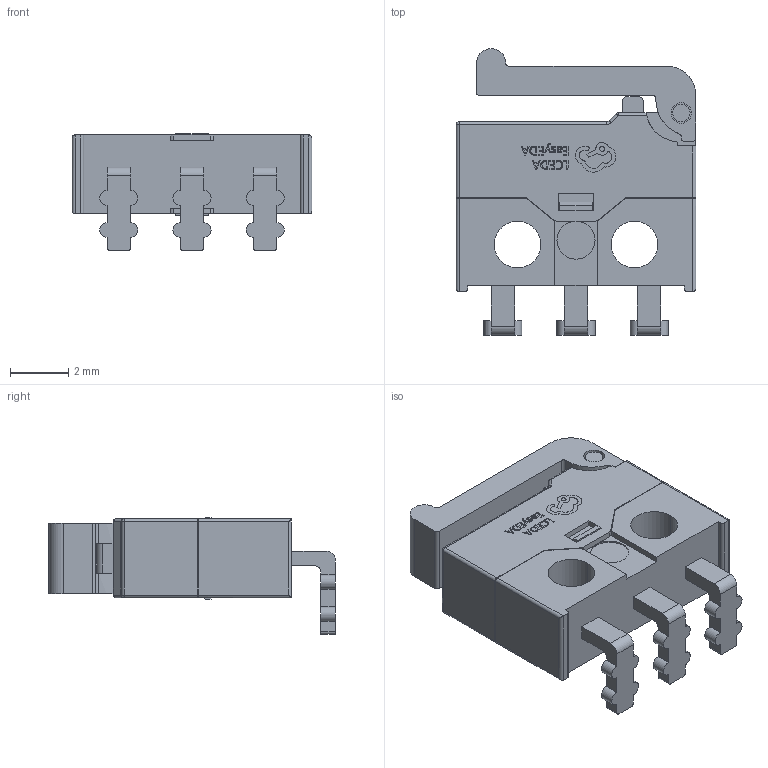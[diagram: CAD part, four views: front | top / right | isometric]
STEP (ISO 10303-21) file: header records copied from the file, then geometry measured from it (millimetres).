
FILE_DESCRIPTION (( 'STEP AP214' ), '1' );
FILE_NAME ('SW-TH_MDS6500AL02LS.step', '2022-07-26T08:06:35', ( '' ), ( '' ), 'SwSTEP 2.0', 'SolidWorks 2021', '' );
FILE_SCHEMA (( 'AUTOMOTIVE_DESIGN' ));
Length unit declared in the file: millimetre
Products named in the file (1): SW-TH_MDS6500AL02LS
Bounding box: 8.2 x 9.8 x 4 mm (x, y, z)
Volume: 137.2 mm3; surface area: 307.7 mm2
Topology: 1 solids, 1 shells, 454 faces, 1265 edges, 832 vertices
Faces by surface type: plane 261, bspline 101, cylinder 86, sphere 4, torus 2
Entity records: 20049 total; most frequent: CARTESIAN_POINT 3933, ORIENTED_EDGE 2522, DIRECTION 1931, EDGE_CURVE 1261, VECTOR 867, LINE 867, VERTEX_POINT 832, AXIS2_PLACEMENT_3D 532
